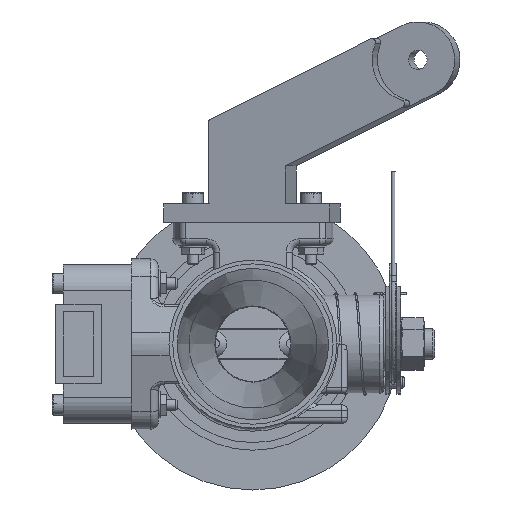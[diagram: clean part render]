
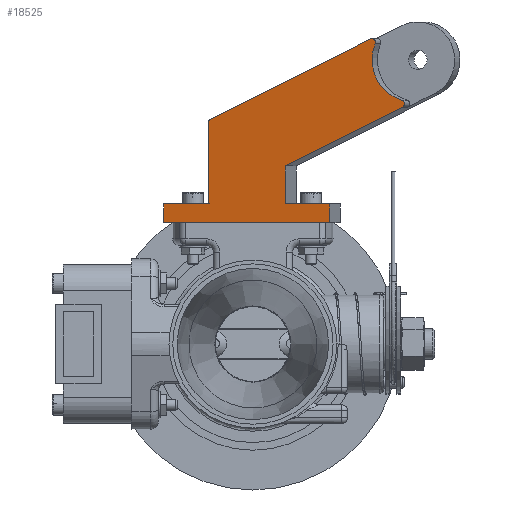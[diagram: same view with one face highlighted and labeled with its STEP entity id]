
A CAD part, left-side view. The second image highlights one B-rep face of the part: STEP entity #18525.
In plain terms, the highlighted face is planar.
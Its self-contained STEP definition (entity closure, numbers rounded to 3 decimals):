
#1153=CIRCLE('',#20241,1.);
#1155=CIRCLE('',#20244,11.);
#1156=CIRCLE('',#20246,1.);
#3072=FACE_OUTER_BOUND('',#4310,.T.);
#4310=EDGE_LOOP('',(#16519,#16520,#16521,#16522,#16523,#16524,#16525,#16526,
#16527,#16528,#16529,#16530));
#5983=LINE('',#34261,#7614);
#5985=LINE('',#34270,#7616);
#5989=LINE('',#34278,#7620);
#5990=LINE('',#34280,#7621);
#5991=LINE('',#34282,#7622);
#5992=LINE('',#34284,#7623);
#5993=LINE('',#34286,#7624);
#5994=LINE('',#34288,#7625);
#5995=LINE('',#34289,#7626);
#7614=VECTOR('',#24268,10.);
#7616=VECTOR('',#24278,10.);
#7620=VECTOR('',#24284,10.);
#7621=VECTOR('',#24285,10.);
#7622=VECTOR('',#24286,10.);
#7623=VECTOR('',#24287,10.);
#7624=VECTOR('',#24288,10.);
#7625=VECTOR('',#24289,10.);
#7626=VECTOR('',#24290,10.);
#9262=VERTEX_POINT('',#34235);
#9263=VERTEX_POINT('',#34237);
#9265=VERTEX_POINT('',#34243);
#9266=VERTEX_POINT('',#34247);
#9271=VERTEX_POINT('',#34259);
#9274=VERTEX_POINT('',#34269);
#9277=VERTEX_POINT('',#34277);
#9278=VERTEX_POINT('',#34279);
#9279=VERTEX_POINT('',#34281);
#9280=VERTEX_POINT('',#34283);
#9281=VERTEX_POINT('',#34285);
#9282=VERTEX_POINT('',#34287);
#11708=EDGE_CURVE('',#9262,#9263,#1153,.T.);
#11712=EDGE_CURVE('',#9262,#9265,#1155,.T.);
#11713=EDGE_CURVE('',#9266,#9265,#1156,.T.);
#11720=EDGE_CURVE('',#9266,#9271,#5983,.T.);
#11724=EDGE_CURVE('',#9274,#9263,#5985,.T.);
#11728=EDGE_CURVE('',#9271,#9277,#5989,.T.);
#11729=EDGE_CURVE('',#9277,#9278,#5990,.T.);
#11730=EDGE_CURVE('',#9278,#9279,#5991,.T.);
#11731=EDGE_CURVE('',#9279,#9280,#5992,.T.);
#11732=EDGE_CURVE('',#9280,#9281,#5993,.T.);
#11733=EDGE_CURVE('',#9281,#9282,#5994,.T.);
#11734=EDGE_CURVE('',#9282,#9274,#5995,.T.);
#16519=ORIENTED_EDGE('',*,*,#11708,.F.);
#16520=ORIENTED_EDGE('',*,*,#11712,.T.);
#16521=ORIENTED_EDGE('',*,*,#11713,.F.);
#16522=ORIENTED_EDGE('',*,*,#11720,.T.);
#16523=ORIENTED_EDGE('',*,*,#11728,.T.);
#16524=ORIENTED_EDGE('',*,*,#11729,.T.);
#16525=ORIENTED_EDGE('',*,*,#11730,.T.);
#16526=ORIENTED_EDGE('',*,*,#11731,.T.);
#16527=ORIENTED_EDGE('',*,*,#11732,.T.);
#16528=ORIENTED_EDGE('',*,*,#11733,.T.);
#16529=ORIENTED_EDGE('',*,*,#11734,.T.);
#16530=ORIENTED_EDGE('',*,*,#11724,.T.);
#17454=PLANE('',#20253);
#18525=ADVANCED_FACE('',(#3072),#17454,.T.);
#20241=AXIS2_PLACEMENT_3D('',#34238,#24245,#24246);
#20244=AXIS2_PLACEMENT_3D('',#34245,#24253,#24254);
#20246=AXIS2_PLACEMENT_3D('',#34248,#24257,#24258);
#20253=AXIS2_PLACEMENT_3D('',#34276,#24282,#24283);
#24245=DIRECTION('center_axis',(-1.,0.,0.));
#24246=DIRECTION('ref_axis',(0.,-0.439,0.899));
#24253=DIRECTION('center_axis',(-1.,0.,0.));
#24254=DIRECTION('ref_axis',(0.,-1.,0.));
#24257=DIRECTION('center_axis',(-1.,0.,0.));
#24258=DIRECTION('ref_axis',(0.,0.685,0.728));
#24268=DIRECTION('',(0.,-0.899,-0.439));
#24278=DIRECTION('',(0.,0.899,0.439));
#24282=DIRECTION('center_axis',(1.,0.,0.));
#24283=DIRECTION('ref_axis',(0.,0.,-1.));
#24284=DIRECTION('',(0.,0.,-1.));
#24285=DIRECTION('',(0.,-1.,0.));
#24286=DIRECTION('',(0.,0.,-1.));
#24287=DIRECTION('',(0.,1.,0.));
#24288=DIRECTION('',(0.,0.,1.));
#24289=DIRECTION('',(0.,-1.,0.));
#24290=DIRECTION('',(0.,0.,1.));
#34235=CARTESIAN_POINT('',(7.,42.084,32.377));
#34237=CARTESIAN_POINT('',(7.,42.258,30.514));
#34238=CARTESIAN_POINT('Origin',(7.,41.819,31.413));
#34243=CARTESIAN_POINT('',(7.,34.841,47.203));
#34245=CARTESIAN_POINT('Origin',(7.,45.,42.983));
#34247=CARTESIAN_POINT('',(7.,33.479,48.485));
#34248=CARTESIAN_POINT('Origin',(7.,33.918,47.586));
#34259=CARTESIAN_POINT('',(7.,-10.5,27.));
#34261=CARTESIAN_POINT('',(7.,40.611,51.969));
#34269=CARTESIAN_POINT('',(7.,10.5,15.));
#34270=CARTESIAN_POINT('',(7.,10.5,15.));
#34276=CARTESIAN_POINT('Origin',(7.,13.725,21.225));
#34277=CARTESIAN_POINT('',(7.,-10.5,5.));
#34278=CARTESIAN_POINT('',(7.,-10.5,27.));
#34279=CARTESIAN_POINT('',(7.,-22.5,5.));
#34280=CARTESIAN_POINT('',(7.,-10.5,5.));
#34281=CARTESIAN_POINT('',(7.,-22.5,0.));
#34282=CARTESIAN_POINT('',(7.,-22.5,5.));
#34283=CARTESIAN_POINT('',(7.,22.5,0.));
#34284=CARTESIAN_POINT('',(7.,-22.5,0.));
#34285=CARTESIAN_POINT('',(7.,22.5,5.));
#34286=CARTESIAN_POINT('',(7.,22.5,0.));
#34287=CARTESIAN_POINT('',(7.,10.5,5.));
#34288=CARTESIAN_POINT('',(7.,22.5,5.));
#34289=CARTESIAN_POINT('',(7.,10.5,5.));
